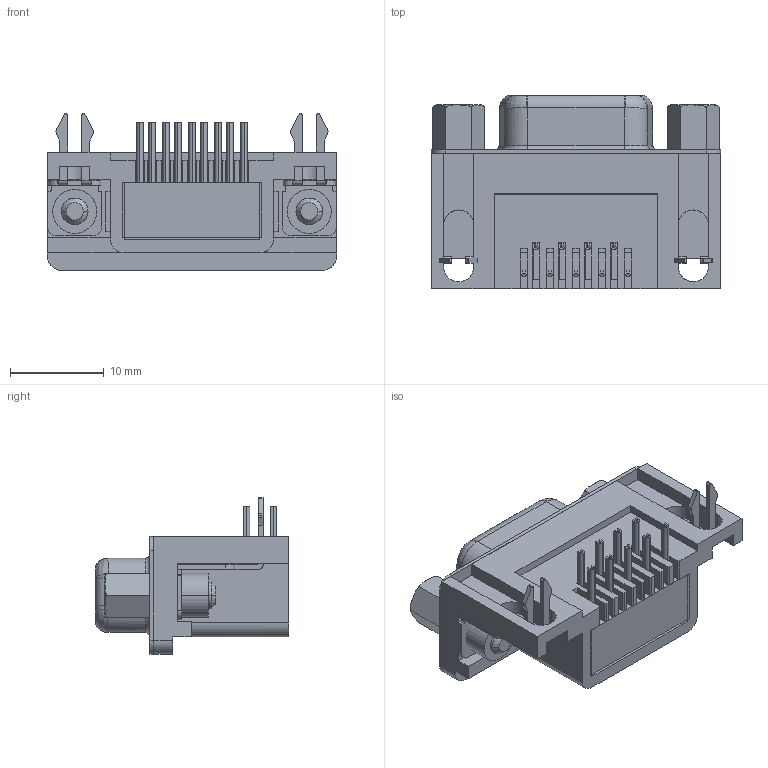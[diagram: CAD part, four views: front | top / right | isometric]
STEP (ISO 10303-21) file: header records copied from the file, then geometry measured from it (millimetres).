
FILE_DESCRIPTION(('CATIA V5 STEP','CAx-IF Rec.Pracs.--- Model Styling and Organization---1.4--- 2014-01-23'),'2;1');
FILE_NAME ('444499-2_0_2626710000_2626710000.stp','2019-01-07T10:49:26+00:00',('none'),('Weidmueller'),'CATIA Version 5-6 Release 2016 SP3 HF44','CATIA V5 STEP AP214','none');
FILE_SCHEMA(('AUTOMOTIVE_DESIGN { 1 0 10303 214 1 1 1 1 }'));
Length unit declared in the file: millimetre
Products named in the file (1): 2626710000
Bounding box: 30.8 x 20.65 x 16.68 mm (x, y, z)
Volume: 3917.3 mm3; surface area: 7236.5 mm2
Topology: 16 solids, 16 shells, 1487 faces, 3869 edges, 2425 vertices
Faces by surface type: plane 846, cylinder 461, torus 102, cone 62, bspline 16
Entity records: 49011 total; most frequent: CARTESIAN_POINT 12617, ORIENTED_EDGE 7730, DIRECTION 6259, EDGE_CURVE 3865, VECTOR 2646, LINE 2646, VERTEX_POINT 2425, AXIS2_PLACEMENT_3D 2143
